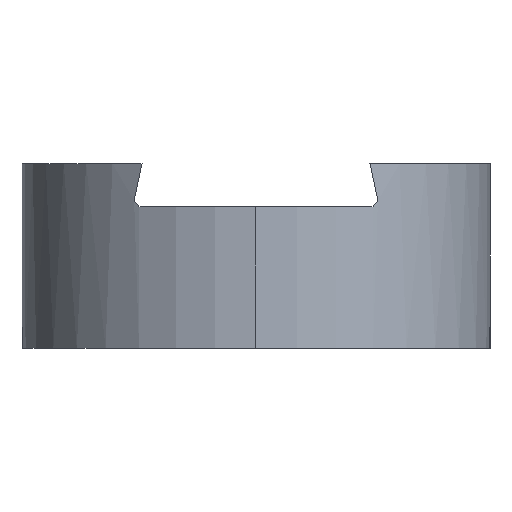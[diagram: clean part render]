
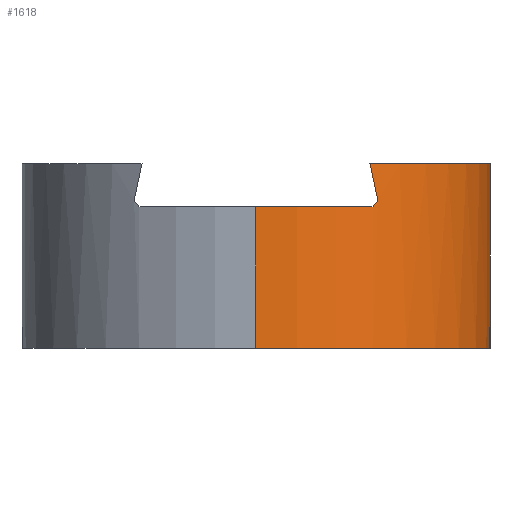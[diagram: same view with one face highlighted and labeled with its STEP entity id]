
A CAD part, left-side view. The second image highlights one B-rep face of the part: STEP entity #1618.
In plain terms, the highlighted cylindrical face has radius 19 mm (diameter 38 mm), a partial arc.
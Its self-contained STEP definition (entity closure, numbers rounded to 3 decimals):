
#5 = EDGE_CURVE ( 'NONE', #582, #1520, #487, .T. ) ;
#30 = AXIS2_PLACEMENT_3D ( 'NONE', #1635, #445, #1645 ) ;
#72 = EDGE_CURVE ( 'NONE', #1118, #983, #387, .T. ) ;
#173 = CARTESIAN_POINT ( 'NONE',  ( -60.799, -9.765, 11.827 ) ) ;
#204 = AXIS2_PLACEMENT_3D ( 'NONE', #1158, #447, #1124 ) ;
#250 = DIRECTION ( 'NONE',  ( -1., 0., 0. ) ) ;
#273 = CIRCLE ( 'NONE', #30, 19. ) ;
#296 = EDGE_CURVE ( 'NONE', #395, #571, #273, .T. ) ;
#387 = CIRCLE ( 'NONE', #1336, 19. ) ;
#395 = VERTEX_POINT ( 'NONE', #757 ) ;
#445 = DIRECTION ( 'NONE',  ( 0., 0., 1. ) ) ;
#447 = DIRECTION ( 'NONE',  ( 0., 0., -1. ) ) ;
#487 =( BOUNDED_CURVE ( )  B_SPLINE_CURVE ( 3, ( #1105, #173, #705, #1240 ),
 .UNSPECIFIED., .F., .T. ) 
 B_SPLINE_CURVE_WITH_KNOTS ( ( 4, 4 ),
 ( 4.165, 4.189 ),
 .UNSPECIFIED. ) 
 CURVE ( )  GEOMETRIC_REPRESENTATION_ITEM ( )  RATIONAL_B_SPLINE_CURVE ( ( 1., 1., 1., 1. ) ) 
 REPRESENTATION_ITEM ( '' )  );
#501 = EDGE_CURVE ( 'NONE', #1505, #1118, #996, .T. ) ;
#530 = CARTESIAN_POINT ( 'NONE',  ( -61.093, -9.256, 15. ) ) ;
#554 = CARTESIAN_POINT ( 'NONE',  ( -60.972, -9.472, 13.985 ) ) ;
#571 = VERTEX_POINT ( 'NONE', #1268 ) ;
#582 = VERTEX_POINT ( 'NONE', #900 ) ;
#604 = DIRECTION ( 'NONE',  ( 0., 0., -1. ) ) ;
#620 = CARTESIAN_POINT ( 'NONE',  ( -44.5, -19., 15. ) ) ;
#635 = DIRECTION ( 'NONE',  ( 0., 0., -1. ) ) ;
#638 = LINE ( 'NONE', #620, #1363 ) ;
#679 = CARTESIAN_POINT ( 'NONE',  ( -60.719, -9.896, 11.989 ) ) ;
#701 = EDGE_CURVE ( 'NONE', #395, #582, #1552, .T. ) ;
#705 = CARTESIAN_POINT ( 'NONE',  ( -60.878, -9.633, 11.664 ) ) ;
#757 = CARTESIAN_POINT ( 'NONE',  ( -61.093, -9.256, 15. ) ) ;
#775 = VECTOR ( 'NONE', #604, 1000. ) ;
#794 = CARTESIAN_POINT ( 'NONE',  ( -60.848, -9.685, 12.981 ) ) ;
#879 = CARTESIAN_POINT ( 'NONE',  ( -44.5, 0., 0. ) ) ;
#887 = CARTESIAN_POINT ( 'NONE',  ( -44.5, -19., 0. ) ) ;
#888 = CARTESIAN_POINT ( 'NONE',  ( -44.5, 0., 11.5 ) ) ;
#900 = CARTESIAN_POINT ( 'NONE',  ( -60.719, -9.896, 11.989 ) ) ;
#916 = ORIENTED_EDGE ( 'NONE', *, *, #501, .T. ) ;
#983 = VERTEX_POINT ( 'NONE', #887 ) ;
#996 = LINE ( 'NONE', #1544, #775 ) ;
#1027 = CIRCLE ( 'NONE', #1251, 19. ) ;
#1085 = EDGE_LOOP ( 'NONE', ( #1114, #916, #1288, #1502, #1489, #1098, #1092 ) ) ;
#1092 = ORIENTED_EDGE ( 'NONE', *, *, #5, .T. ) ;
#1098 = ORIENTED_EDGE ( 'NONE', *, *, #701, .T. ) ;
#1105 = CARTESIAN_POINT ( 'NONE',  ( -60.719, -9.896, 11.989 ) ) ;
#1114 = ORIENTED_EDGE ( 'NONE', *, *, #1547, .T. ) ;
#1118 = VERTEX_POINT ( 'NONE', #1319 ) ;
#1124 = DIRECTION ( 'NONE',  ( -1., 0., 0. ) ) ;
#1147 = DIRECTION ( 'NONE',  ( 0., 0., 1. ) ) ;
#1158 = CARTESIAN_POINT ( 'NONE',  ( -44.5, 0., 15. ) ) ;
#1217 = EDGE_CURVE ( 'NONE', #571, #983, #638, .T. ) ;
#1240 = CARTESIAN_POINT ( 'NONE',  ( -60.954, -9.5, 11.5 ) ) ;
#1251 = AXIS2_PLACEMENT_3D ( 'NONE', #888, #635, #250 ) ;
#1268 = CARTESIAN_POINT ( 'NONE',  ( -44.5, -19., 15. ) ) ;
#1288 = ORIENTED_EDGE ( 'NONE', *, *, #72, .T. ) ;
#1319 = CARTESIAN_POINT ( 'NONE',  ( -63.5, 0., 0. ) ) ;
#1336 = AXIS2_PLACEMENT_3D ( 'NONE', #879, #1147, #1433 ) ;
#1363 = VECTOR ( 'NONE', #1669, 1000. ) ;
#1412 = CYLINDRICAL_SURFACE ( 'NONE', #204, 19. ) ;
#1433 = DIRECTION ( 'NONE',  ( 1., 0., 0. ) ) ;
#1489 = ORIENTED_EDGE ( 'NONE', *, *, #296, .F. ) ;
#1502 = ORIENTED_EDGE ( 'NONE', *, *, #1217, .F. ) ;
#1505 = VERTEX_POINT ( 'NONE', #1556 ) ;
#1520 = VERTEX_POINT ( 'NONE', #1691 ) ;
#1544 = CARTESIAN_POINT ( 'NONE',  ( -63.5, 0., 15. ) ) ;
#1545 = FACE_OUTER_BOUND ( 'NONE', #1085, .T. ) ;
#1547 = EDGE_CURVE ( 'NONE', #1520, #1505, #1027, .T. ) ;
#1552 =( BOUNDED_CURVE ( )  B_SPLINE_CURVE ( 3, ( #530, #554, #794, #679 ),
 .UNSPECIFIED., .F., .T. ) 
 B_SPLINE_CURVE_WITH_KNOTS ( ( 4, 4 ),
 ( 5.221, 5.26 ),
 .UNSPECIFIED. ) 
 CURVE ( )  GEOMETRIC_REPRESENTATION_ITEM ( )  RATIONAL_B_SPLINE_CURVE ( ( 1., 1., 1., 1. ) ) 
 REPRESENTATION_ITEM ( '' )  );
#1556 = CARTESIAN_POINT ( 'NONE',  ( -63.5, 0., 11.5 ) ) ;
#1618 = ADVANCED_FACE ( 'NONE', ( #1545 ), #1412, .T. ) ;
#1635 = CARTESIAN_POINT ( 'NONE',  ( -44.5, 0., 15. ) ) ;
#1645 = DIRECTION ( 'NONE',  ( 1., 0., 0. ) ) ;
#1669 = DIRECTION ( 'NONE',  ( 0., 0., -1. ) ) ;
#1691 = CARTESIAN_POINT ( 'NONE',  ( -60.954, -9.5, 11.5 ) ) ;
